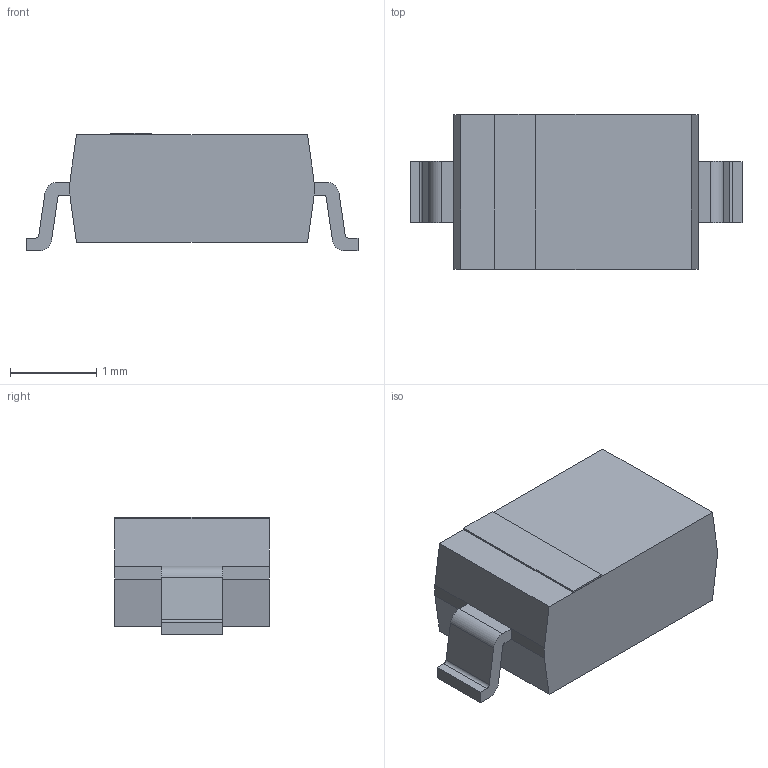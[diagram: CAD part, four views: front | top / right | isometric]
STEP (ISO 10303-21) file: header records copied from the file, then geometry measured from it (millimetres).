
FILE_DESCRIPTION(/* description */ (''),/* implementation_level */ '2;1');
FILE_NAME(/* name */ 'SOD-123 - SOD3716X135N v1.step',/* time_stamp */ '2022-07-01T14:37:03-07:00',/* author */ (''),/* organization */ (''),/* preprocessor_version */ 'ST-DEVELOPER v19',/* originating_system */ 'Autodesk Translation Framework v11.7.0.108',/* authorisation */ '');
FILE_SCHEMA (('AUTOMOTIVE_DESIGN { 1 0 10303 214 3 1 1 }'));
Length unit declared in the file: millimetre
Products named in the file (2): SOD-123 - SOD3716X135N; Model
Assembly tree (1 placements, depth 2):
  SOD-123 - SOD3716X135N
    Model
Bounding box: 3.86 x 1.8 x 1.37 mm (x, y, z)
Volume: 6.5 mm3; surface area: 26.9 mm2
Topology: 4 solids, 4 shells, 44 faces, 108 edges, 72 vertices
Faces by surface type: plane 36, cylinder 8
Entity records: 1352 total; most frequent: CARTESIAN_POINT 227, DIRECTION 218, ORIENTED_EDGE 216, EDGE_CURVE 108, LINE 92, VECTOR 92, VERTEX_POINT 72, AXIS2_PLACEMENT_3D 63
